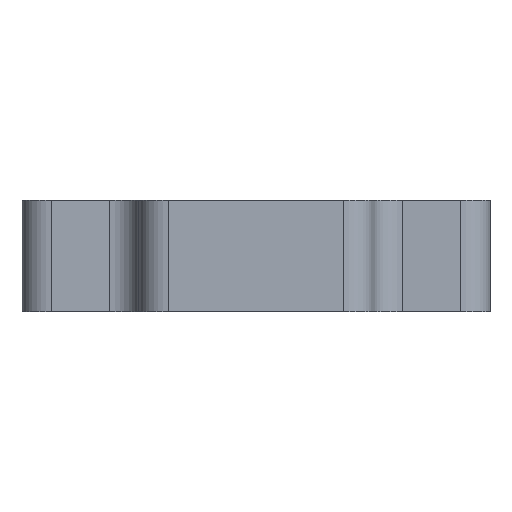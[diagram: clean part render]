
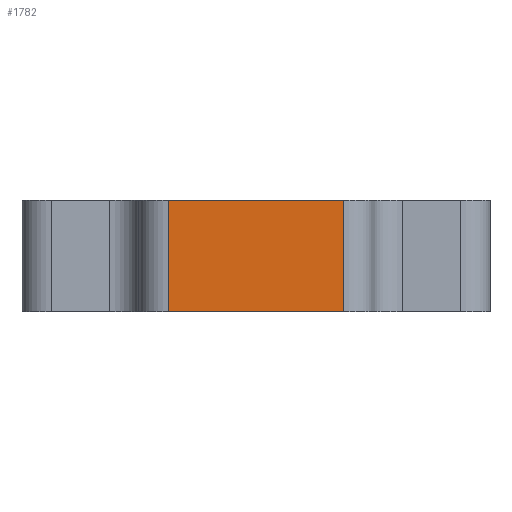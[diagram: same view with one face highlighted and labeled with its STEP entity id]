
A CAD part, left-side view. The second image highlights one B-rep face of the part: STEP entity #1782.
In plain terms, the highlighted planar face has unit normal (-1, 0, 0).
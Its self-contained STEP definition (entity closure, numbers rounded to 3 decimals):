
#392 = CARTESIAN_POINT ( 'NONE',  ( -50., 15., 0. ) ) ;
#721 = CARTESIAN_POINT ( 'NONE',  ( -50., -40., 19. ) ) ;
#744 = EDGE_LOOP ( 'NONE', ( #6722, #2783, #3094, #5682 ) ) ;
#770 = CARTESIAN_POINT ( 'NONE',  ( -50., 15., 19. ) ) ;
#1348 = LINE ( 'NONE', #6464, #5803 ) ;
#1621 = DIRECTION ( 'NONE',  ( 0., -1., 0. ) ) ;
#1624 = VECTOR ( 'NONE', #3801, 1000. ) ;
#1656 = CARTESIAN_POINT ( 'NONE',  ( -50., -40., 0. ) ) ;
#1698 = AXIS2_PLACEMENT_3D ( 'NONE', #721, #4495, #5000 ) ;
#1700 = DIRECTION ( 'NONE',  ( 0., -1., 0. ) ) ;
#1782 = ADVANCED_FACE ( 'NONE', ( #3715 ), #4571, .F. ) ;
#1972 = CARTESIAN_POINT ( 'NONE',  ( -50., -15., 19. ) ) ;
#1999 = DIRECTION ( 'NONE',  ( 0., 0., 1. ) ) ;
#2314 = EDGE_CURVE ( 'NONE', #5333, #3217, #1348, .T. ) ;
#2783 = ORIENTED_EDGE ( 'NONE', *, *, #5551, .T. ) ;
#2831 = CARTESIAN_POINT ( 'NONE',  ( -50., -15., 19. ) ) ;
#2871 = LINE ( 'NONE', #1656, #5305 ) ;
#3094 = ORIENTED_EDGE ( 'NONE', *, *, #2314, .F. ) ;
#3217 = VERTEX_POINT ( 'NONE', #2831 ) ;
#3233 = CARTESIAN_POINT ( 'NONE',  ( -50., -15., 0. ) ) ;
#3421 = VERTEX_POINT ( 'NONE', #3233 ) ;
#3667 = LINE ( 'NONE', #1972, #6026 ) ;
#3715 = FACE_OUTER_BOUND ( 'NONE', #744, .T. ) ;
#3801 = DIRECTION ( 'NONE',  ( 0., 0., -1. ) ) ;
#3991 = VERTEX_POINT ( 'NONE', #392 ) ;
#4168 = LINE ( 'NONE', #4343, #1624 ) ;
#4343 = CARTESIAN_POINT ( 'NONE',  ( -50., 15., 19. ) ) ;
#4370 = EDGE_CURVE ( 'NONE', #5333, #3991, #4168, .T. ) ;
#4495 = DIRECTION ( 'NONE',  ( 1., 0., 0. ) ) ;
#4571 = PLANE ( 'NONE',  #1698 ) ;
#5000 = DIRECTION ( 'NONE',  ( 0., 0., -1. ) ) ;
#5305 = VECTOR ( 'NONE', #1700, 1000. ) ;
#5333 = VERTEX_POINT ( 'NONE', #770 ) ;
#5551 = EDGE_CURVE ( 'NONE', #3421, #3217, #3667, .T. ) ;
#5682 = ORIENTED_EDGE ( 'NONE', *, *, #4370, .T. ) ;
#5803 = VECTOR ( 'NONE', #1621, 1000. ) ;
#5845 = EDGE_CURVE ( 'NONE', #3991, #3421, #2871, .T. ) ;
#6026 = VECTOR ( 'NONE', #1999, 1000. ) ;
#6464 = CARTESIAN_POINT ( 'NONE',  ( -50., -40., 19. ) ) ;
#6722 = ORIENTED_EDGE ( 'NONE', *, *, #5845, .T. ) ;
